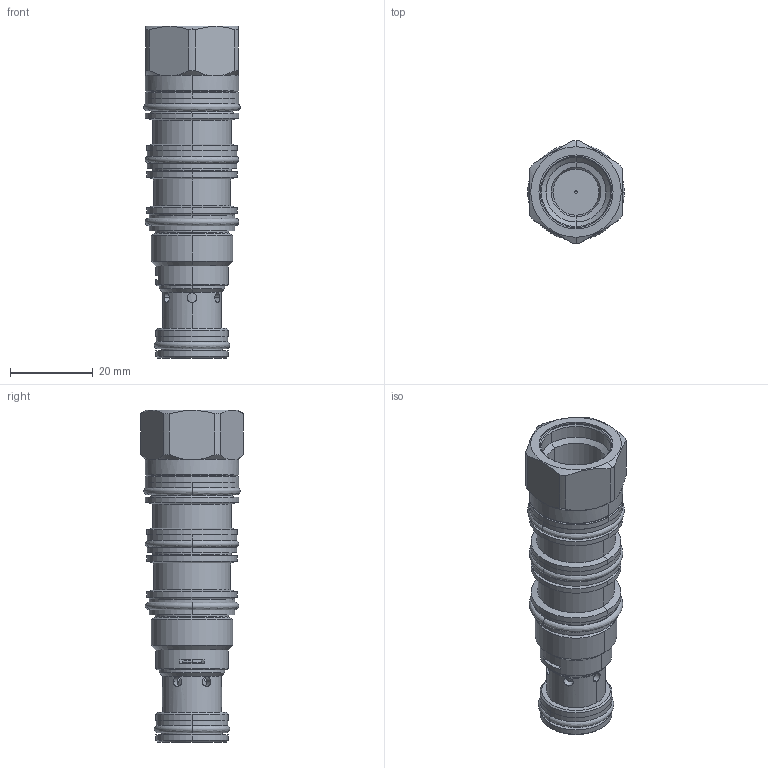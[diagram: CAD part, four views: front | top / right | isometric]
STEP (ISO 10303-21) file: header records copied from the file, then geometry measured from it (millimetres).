
FILE_DESCRIPTION((''),'2;1');
FILE_NAME('HVCA8-DN_PRT','2015-02-20T',('Administrator'),(''),'PRO/ENGINEER BY PARAMETRIC TECHNOLOGY CORPORATION, 2006240','PRO/ENGINEER BY PARAMETRIC TECHNOLOGY CORPORATION, 2006240','');
FILE_SCHEMA(('CONFIG_CONTROL_DESIGN'));
Length unit declared in the file: inch
Products named in the file (1): HVCA8-DN_PRT
Bounding box: 23.29 x 24.84 x 80.15 mm (x, y, z)
Volume: 18754.3 mm3; surface area: 17300.6 mm2
Topology: 6 solids, 7 shells, 626 faces, 1600 edges, 1012 vertices
Faces by surface type: cylinder 276, plane 140, cone 114, torus 60, bspline 18, revolution 16, sphere 2
Entity records: 23517 total; most frequent: CARTESIAN_POINT 8242, DIRECTION 3219, ORIENTED_EDGE 3200, EDGE_CURVE 1600, AXIS2_PLACEMENT_3D 1355, VERTEX_POINT 1012, CIRCLE 763, EDGE_LOOP 734
